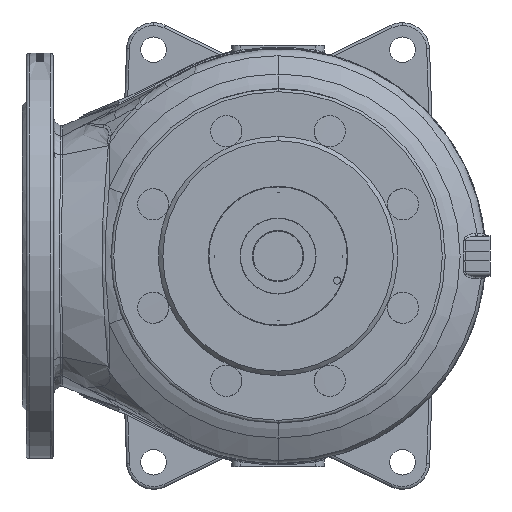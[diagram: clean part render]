
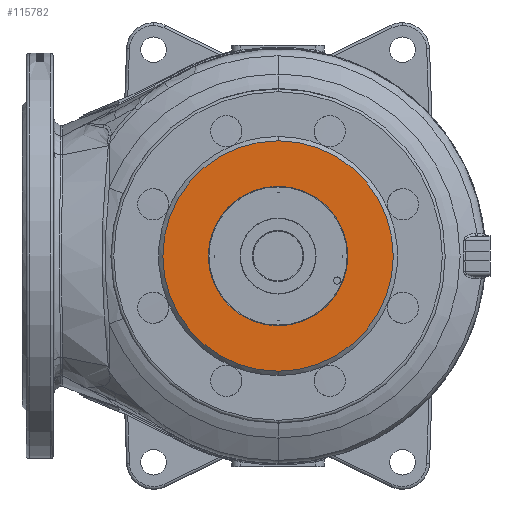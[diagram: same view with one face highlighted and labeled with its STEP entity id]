
A CAD part, front view. The second image highlights one B-rep face of the part: STEP entity #115782.
In plain terms, the highlighted planar face has unit normal (0, -1, 0).
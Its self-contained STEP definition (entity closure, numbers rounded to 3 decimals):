
#2865 = DIRECTION ( 'NONE',  ( 0., -1., 0. ) ) ;
#7334 = CARTESIAN_POINT ( 'NONE',  ( 0., -220., 81. ) ) ;
#9182 = DIRECTION ( 'NONE',  ( 0., 1., 0. ) ) ;
#11933 = PLANE ( 'NONE',  #204002 ) ;
#20388 = EDGE_LOOP ( 'NONE', ( #134936, #207192 ) ) ;
#26541 = DIRECTION ( 'NONE',  ( 0., 0., 1. ) ) ;
#27333 = DIRECTION ( 'NONE',  ( 0., 0., 1. ) ) ;
#30216 = DIRECTION ( 'NONE',  ( 0., 0., 1. ) ) ;
#31712 = AXIS2_PLACEMENT_3D ( 'NONE', #93988, #9182, #26541 ) ;
#33442 = EDGE_CURVE ( 'NONE', #62961, #160610, #177908, .T. ) ;
#45695 = CIRCLE ( 'NONE', #31712, 49. ) ;
#48861 = FACE_OUTER_BOUND ( 'NONE', #184562, .T. ) ;
#62961 = VERTEX_POINT ( 'NONE', #115753 ) ;
#84000 = EDGE_CURVE ( 'NONE', #160610, #62961, #45695, .T. ) ;
#84127 = AXIS2_PLACEMENT_3D ( 'NONE', #182204, #214885, #147363 ) ;
#93988 = CARTESIAN_POINT ( 'NONE',  ( 0., -220., 0. ) ) ;
#114017 = VERTEX_POINT ( 'NONE', #7334 ) ;
#115753 = CARTESIAN_POINT ( 'NONE',  ( 0., -220., 49. ) ) ;
#115782 = ADVANCED_FACE ( 'NONE', ( #129385, #48861 ), #11933, .T. ) ;
#129385 = FACE_BOUND ( 'NONE', #20388, .T. ) ;
#132433 = CARTESIAN_POINT ( 'NONE',  ( 0., -220., 0. ) ) ;
#134936 = ORIENTED_EDGE ( 'NONE', *, *, #33442, .T. ) ;
#135452 = CIRCLE ( 'NONE', #187529, 81. ) ;
#135673 = EDGE_CURVE ( 'NONE', #114017, #183790, #170930, .T. ) ;
#147363 = DIRECTION ( 'NONE',  ( 0., 0., 1. ) ) ;
#151096 = ORIENTED_EDGE ( 'NONE', *, *, #179954, .F. ) ;
#153837 = CARTESIAN_POINT ( 'NONE',  ( 0., -220., -81. ) ) ;
#160610 = VERTEX_POINT ( 'NONE', #188689 ) ;
#161088 = DIRECTION ( 'NONE',  ( 0., 1., 0. ) ) ;
#169142 = ORIENTED_EDGE ( 'NONE', *, *, #135673, .F. ) ;
#170930 = CIRCLE ( 'NONE', #202328, 81. ) ;
#176345 = CARTESIAN_POINT ( 'NONE',  ( 0., -220., 0. ) ) ;
#177908 = CIRCLE ( 'NONE', #84127, 49. ) ;
#179954 = EDGE_CURVE ( 'NONE', #183790, #114017, #135452, .T. ) ;
#182204 = CARTESIAN_POINT ( 'NONE',  ( 0., -220., 0. ) ) ;
#183790 = VERTEX_POINT ( 'NONE', #153837 ) ;
#184562 = EDGE_LOOP ( 'NONE', ( #169142, #151096 ) ) ;
#187529 = AXIS2_PLACEMENT_3D ( 'NONE', #132433, #197773, #30216 ) ;
#188689 = CARTESIAN_POINT ( 'NONE',  ( 0., -220., -49. ) ) ;
#196869 = DIRECTION ( 'NONE',  ( 0., 0., -1. ) ) ;
#197773 = DIRECTION ( 'NONE',  ( 0., 1., 0. ) ) ;
#197948 = CARTESIAN_POINT ( 'NONE',  ( 0., -220., 0. ) ) ;
#202328 = AXIS2_PLACEMENT_3D ( 'NONE', #176345, #161088, #27333 ) ;
#204002 = AXIS2_PLACEMENT_3D ( 'NONE', #197948, #2865, #196869 ) ;
#207192 = ORIENTED_EDGE ( 'NONE', *, *, #84000, .T. ) ;
#214885 = DIRECTION ( 'NONE',  ( 0., 1., 0. ) ) ;
